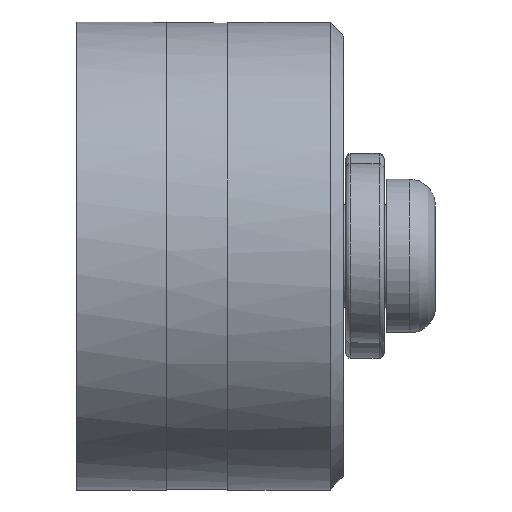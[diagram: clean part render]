
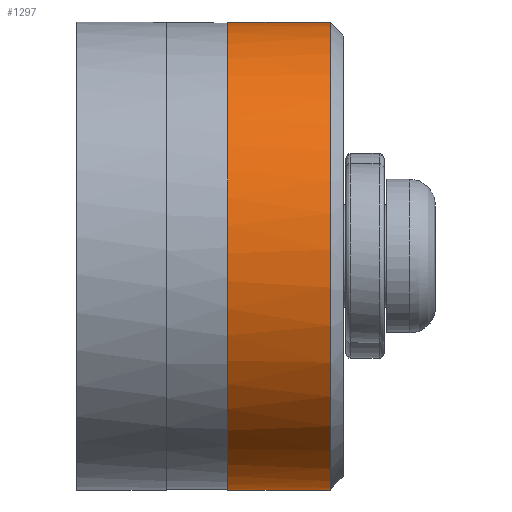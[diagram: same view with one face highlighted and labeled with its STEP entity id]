
A CAD part, top view. The second image highlights one B-rep face of the part: STEP entity #1297.
In plain terms, the highlighted free-form (B-spline) face has degree [2, 1] with [7, 2] control points.
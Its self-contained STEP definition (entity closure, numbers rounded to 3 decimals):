
#1222=CARTESIAN_POINT('V16',(-26.471,-22.985,
   0.0));
#1223=VERTEX_POINT('V16',#1222);
#1224=CARTESIAN_POINT('E38',(-26.471,-22.985,
   0.0));
#1225=CARTESIAN_POINT('E38',(-26.471,-22.985,
   -15.814));
#1226=CARTESIAN_POINT('E38',(-26.471,-9.29,
   -7.907));
#1227=CARTESIAN_POINT('E38',(-26.471,4.405,
   0.));
#1228=CARTESIAN_POINT('E38',(-26.471,-9.29,
   7.907));
#1229=CARTESIAN_POINT('E38',(-26.471,-22.985,
   15.814));
#1230=CARTESIAN_POINT('E38',(-26.471,-22.985,
   0.0));
#1238=(BOUNDED_CURVE()B_SPLINE_CURVE(2,(#1224,#1225,#1226,#1227,
   #1228,#1229,#1230),.CIRCULAR_ARC.,.T.,.U.)
   B_SPLINE_CURVE_WITH_KNOTS((3,2,2,3),(0.0,0.333,
   0.667,1.0),.UNSPECIFIED.)CURVE()
   GEOMETRIC_REPRESENTATION_ITEM()RATIONAL_B_SPLINE_CURVE((1.0,
   0.5,1.0,0.5,1.0,0.5,1.0)
   )REPRESENTATION_ITEM('E38'));
#1239=EDGE_CURVE('E38',#1223,#1223,#1238,.T.);
#1247=CARTESIAN_POINT('F15',(-30.471,-22.985,
   0.0));
#1248=CARTESIAN_POINT('F15',(-30.471,-22.985,
   -15.814));
#1249=CARTESIAN_POINT('F15',(-30.471,-9.29,
   -7.907));
#1250=CARTESIAN_POINT('F15',(-30.471,4.405,
   0.));
#1251=CARTESIAN_POINT('F15',(-30.471,-9.29,
   7.907));
#1252=CARTESIAN_POINT('F15',(-30.471,-22.985,
   15.814));
#1253=CARTESIAN_POINT('F15',(-30.471,-22.985,
   0.0));
#1254=CARTESIAN_POINT('F15',(-26.471,-22.985,
   0.0));
#1255=CARTESIAN_POINT('F15',(-26.471,-22.985,
   -15.814));
#1256=CARTESIAN_POINT('F15',(-26.471,-9.29,
   -7.907));
#1257=CARTESIAN_POINT('F15',(-26.471,4.405,
   0.));
#1258=CARTESIAN_POINT('F15',(-26.471,-9.29,
   7.907));
#1259=CARTESIAN_POINT('F15',(-26.471,-22.985,
   15.814));
#1260=CARTESIAN_POINT('F15',(-26.471,-22.985,
   0.0));
#1268=(BOUNDED_SURFACE()B_SPLINE_SURFACE(2,1,((#1247,#1254),(
   #1248,#1255),(#1249,#1256),(#1250,#1257),(#1251,#1258),(
   #1252,#1259),(#1253,#1260)),.CYLINDRICAL_SURF.,.T.,.F.,.U.)
   B_SPLINE_SURFACE_WITH_KNOTS((3,2,2,3),(2,2),(0.0,
   7.907,15.814,23.72),(0.0,
   1.0),.UNSPECIFIED.)GEOMETRIC_REPRESENTATION_ITEM()
   RATIONAL_B_SPLINE_SURFACE(((1.0,1.0),(0.5,
   0.5),(1.0,1.0),(0.5,
   0.5),(1.0,1.0),(0.5,
   0.5),(1.0,1.0)))REPRESENTATION_ITEM('F15')SURFACE(
   ));
#1269=CARTESIAN_POINT('V17',(-30.471,-22.985,
   0.0));
#1270=VERTEX_POINT('V17',#1269);
#1271=CARTESIAN_POINT('E5',(-26.471,-22.985,
   0.0));
#1272=CARTESIAN_POINT('E5',(-30.471,-22.985,
   0.0));
#1273=QUASI_UNIFORM_CURVE('E5',1,(#1271,#1272),.POLYLINE_FORM.,.F.,
   .U.);
#1274=EDGE_CURVE('E5',#1223,#1270,#1273,.T.);
#1275=ORIENTED_EDGE('E5',*,*,#1274,.T.);
#1276=CARTESIAN_POINT('E39',(-30.471,-22.985,
   0.0));
#1277=CARTESIAN_POINT('E39',(-30.471,-22.985,
   -15.814));
#1278=CARTESIAN_POINT('E39',(-30.471,-9.29,
   -7.907));
#1279=CARTESIAN_POINT('E39',(-30.471,4.405,
   0.));
#1280=CARTESIAN_POINT('E39',(-30.471,-9.29,
   7.907));
#1281=CARTESIAN_POINT('E39',(-30.471,-22.985,
   15.814));
#1282=CARTESIAN_POINT('E39',(-30.471,-22.985,
   0.0));
#1290=(BOUNDED_CURVE()B_SPLINE_CURVE(2,(#1276,#1277,#1278,#1279,
   #1280,#1281,#1282),.CIRCULAR_ARC.,.T.,.U.)
   B_SPLINE_CURVE_WITH_KNOTS((3,2,2,3),(0.0,7.907,
   15.814,23.72),.UNSPECIFIED.)CURVE()
   GEOMETRIC_REPRESENTATION_ITEM()RATIONAL_B_SPLINE_CURVE((1.0,
   0.5,1.0,0.5,1.0,0.5,1.0)
   )REPRESENTATION_ITEM('E39'));
#1291=EDGE_CURVE('E39',#1270,#1270,#1290,.T.);
#1292=ORIENTED_EDGE('E39',*,*,#1291,.T.);
#1293=ORIENTED_EDGE('E5',*,*,#1274,.F.);
#1294=ORIENTED_EDGE('F14',*,*,#1239,.F.);
#1295=EDGE_LOOP('F15',(#1275,#1292,#1293,#1294));
#1296=FACE_OUTER_BOUND('F15',#1295,.T.);
#1297=ADVANCED_FACE('F15',(#1296),#1268,.T.);
